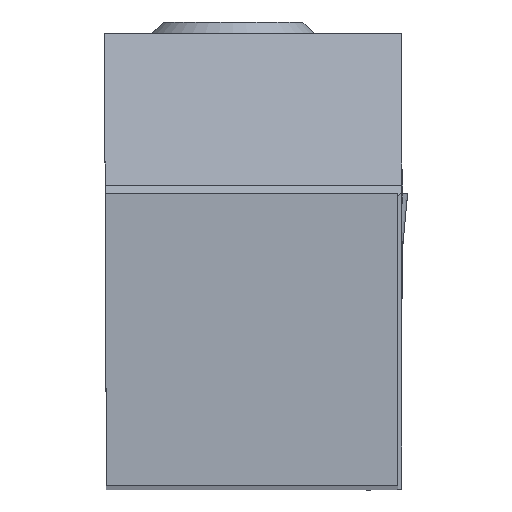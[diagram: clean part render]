
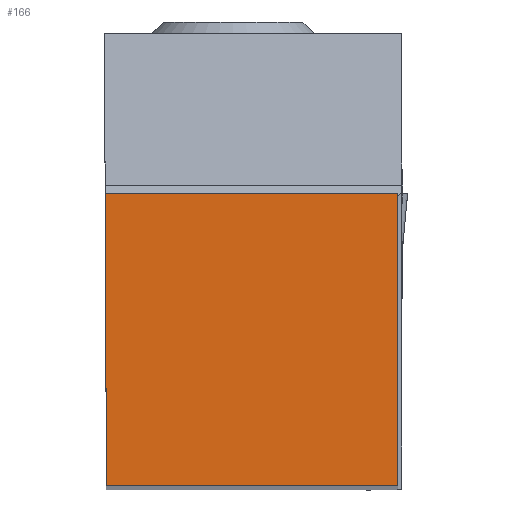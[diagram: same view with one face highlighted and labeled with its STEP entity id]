
A CAD part, top view. The second image highlights one B-rep face of the part: STEP entity #166.
In plain terms, the highlighted planar face has unit normal (0, 0, 1).
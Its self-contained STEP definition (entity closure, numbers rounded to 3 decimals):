
#166=ADVANCED_FACE('BLANK_BOXF006',(#266),#213,.F.);
#213=PLANE('',#1269);
#266=FACE_OUTER_BOUND('',#322,.T.);
#322=EDGE_LOOP('',(#574,#575,#576,#577));
#574=ORIENTED_EDGE('',*,*,#882,.T.);
#575=ORIENTED_EDGE('',*,*,#883,.T.);
#576=ORIENTED_EDGE('',*,*,#878,.T.);
#577=ORIENTED_EDGE('',*,*,#874,.T.);
#739=VERTEX_POINT('',#1975);
#740=VERTEX_POINT('',#1977);
#742=VERTEX_POINT('',#1984);
#745=VERTEX_POINT('',#1992);
#874=EDGE_CURVE('',#740,#739,#998,.T.);
#878=EDGE_CURVE('',#742,#740,#1002,.T.);
#882=EDGE_CURVE('',#739,#745,#1006,.T.);
#883=EDGE_CURVE('',#745,#742,#1007,.T.);
#998=LINE('',#1976,#1124);
#1002=LINE('',#1983,#1128);
#1006=LINE('',#1991,#1132);
#1007=LINE('',#1993,#1133);
#1124=VECTOR('',#1501,1.);
#1128=VECTOR('',#1507,1.);
#1132=VECTOR('',#1513,1.);
#1133=VECTOR('',#1514,1.);
#1269=AXIS2_PLACEMENT_3D('',#1994,#1515,#1516);
#1501=DIRECTION('',(1.,0.,0.));
#1507=DIRECTION('',(0.004,-1.,0.));
#1513=DIRECTION('',(0.,1.,0.));
#1514=DIRECTION('',(-1.,0.,0.));
#1515=DIRECTION('',(0.,0.,-1.));
#1516=DIRECTION('',(0.,-1.,0.));
#1975=CARTESIAN_POINT('',(12.573,0.,0.));
#1976=CARTESIAN_POINT('',(-113.5,0.,0.));
#1977=CARTESIAN_POINT('',(0.055,0.,0.));
#1983=CARTESIAN_POINT('',(-0.44,113.499,0.));
#1984=CARTESIAN_POINT('',(0.,12.573,0.));
#1991=CARTESIAN_POINT('',(12.573,-113.5,0.));
#1992=CARTESIAN_POINT('',(12.573,12.573,0.));
#1993=CARTESIAN_POINT('',(113.5,12.573,0.));
#1994=CARTESIAN_POINT('',(12.755,-5.,0.));
